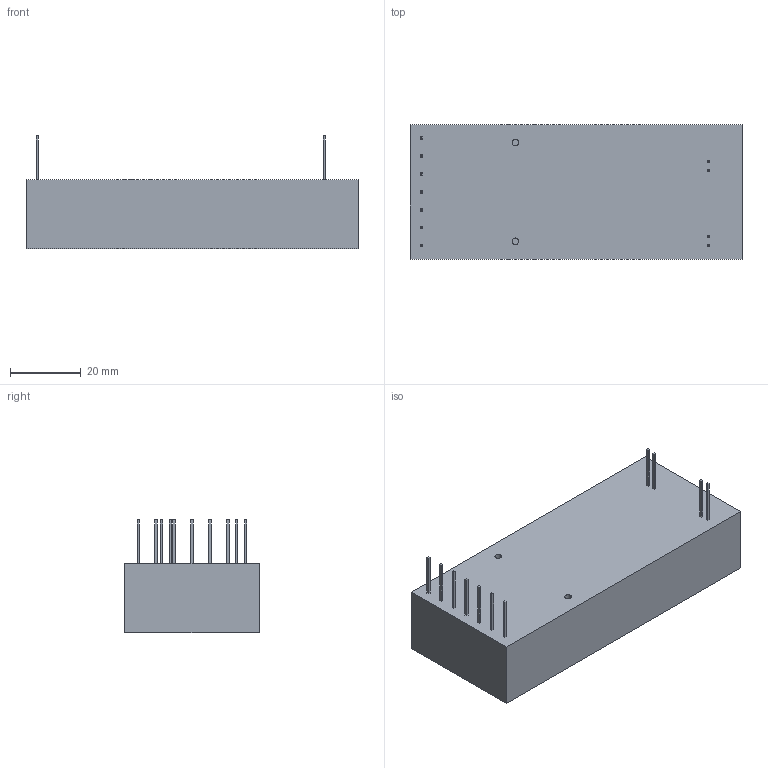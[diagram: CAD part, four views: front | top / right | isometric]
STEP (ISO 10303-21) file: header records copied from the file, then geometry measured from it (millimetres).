
FILE_DESCRIPTION((''),'2;1');
FILE_NAME('OL-003_revF_A-C_gen-stp-file.stp','2010-11-12T10:42:14',(''),(''),'Mechanical Desktop 2007','Mechanical Desktop 2007',', , ');
FILE_SCHEMA(('CONFIG_CONTROL_DESIGN'));
Length unit declared in the file: inch
Products named in the file (2): OL-003_REVF_A-C_GEN-STP-FILE; OL-003
Assembly tree (1 placements, depth 2):
  OL-003_REVF_A-C_GEN-STP-FILE
    OL-003
Bounding box: 93.98 x 38.1 x 32.26 mm (x, y, z)
Volume: 69987.9 mm3; surface area: 12886.4 mm2
Topology: 1 solids, 1 shells, 111 faces, 257 edges, 172 vertices
Faces by surface type: plane 107, cylinder 4
Entity records: 3220 total; most frequent: CARTESIAN_POINT 664, ORIENTED_EDGE 488, DIRECTION 478, EDGE_CURVE 244, VECTOR 236, LINE 236, VERTEX_POINT 148, EDGE_LOOP 124
